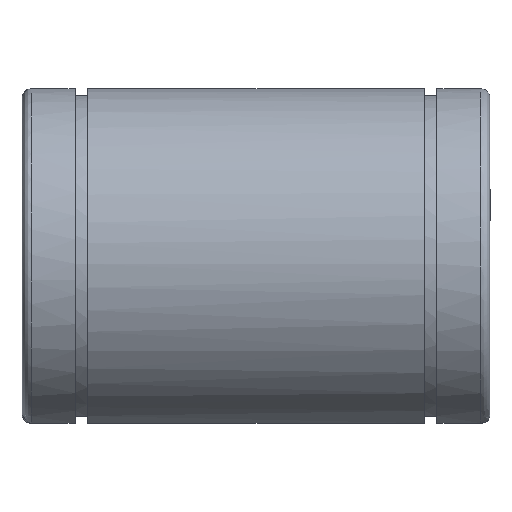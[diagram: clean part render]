
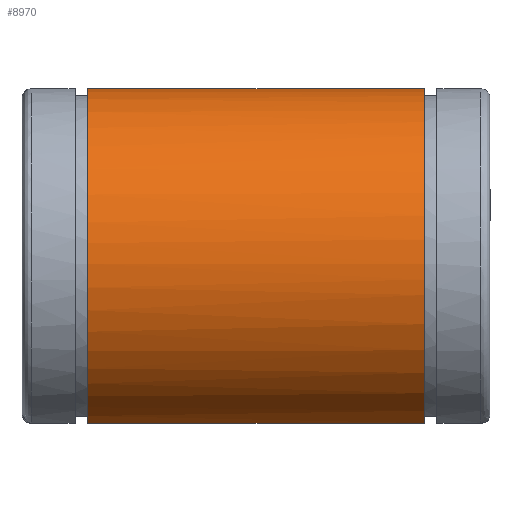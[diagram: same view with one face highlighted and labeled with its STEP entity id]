
A CAD part, top view. The second image highlights one B-rep face of the part: STEP entity #8970.
In plain terms, the highlighted free-form (B-spline) face has degree [3, 1] with [7, 2] control points.
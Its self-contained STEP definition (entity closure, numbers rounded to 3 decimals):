
#2360 = CARTESIAN_POINT ('', (86., -34.017, 15.783));
#2370 = VERTEX_POINT ('', #2360);
#2450 = CARTESIAN_POINT ('', (14., -34.017, 15.783));
#2460 = VERTEX_POINT ('', #2450);
#2470 = CARTESIAN_POINT ('', (86., -34.017, 15.783));
#2480 = CARTESIAN_POINT ('', (14., -34.017, 15.783));
#2490 = B_SPLINE_CURVE_WITH_KNOTS ('', 1, (#2470, #2480), .UNSPECIFIED., .F., .U., (2, 2), (0., 1.), .UNSPECIFIED.);
#2500 = EDGE_CURVE ('', #2370, #2460, #2490, .T.);
#5770 = CARTESIAN_POINT ('', (14., -34.017, -15.783));
#5780 = VERTEX_POINT ('', #5770);
#5840 = CARTESIAN_POINT ('', (86., -34.017, -15.783));
#5850 = VERTEX_POINT ('', #5840);
#5860 = CARTESIAN_POINT ('', (14., -34.017, -15.783));
#5870 = CARTESIAN_POINT ('', (86., -34.017, -15.783));
#5880 = B_SPLINE_CURVE_WITH_KNOTS ('', 1, (#5860, #5870), .UNSPECIFIED., .F., .U., (2, 2), (0., 1.), .UNSPECIFIED.);
#5890 = EDGE_CURVE ('', #5780, #5850, #5880, .T.);
#8090 = CARTESIAN_POINT ('', (14., 0., 37.5));
#8100 = VERTEX_POINT ('', #8090);
#8110 = CARTESIAN_POINT ('', (14., 0., 37.5));
#8120 = CARTESIAN_POINT ('', (14., -16.34, 37.5));
#8130 = CARTESIAN_POINT ('', (14., -28.28, 28.147));
#8140 = CARTESIAN_POINT ('', (14., -34.017, 15.783));
#8150 = (
   BOUNDED_CURVE ()
   B_SPLINE_CURVE (3, (#8110, #8120, #8130, #8140), .UNSPECIFIED., .F., .U.)
   B_SPLINE_CURVE_WITH_KNOTS ((4, 4), (0., 1.), .UNSPECIFIED.)
   CURVE ()
   GEOMETRIC_REPRESENTATION_ITEM ()
   RATIONAL_B_SPLINE_CURVE ((0.615, 0.646, 0.774, 1.))
   REPRESENTATION_ITEM ('')
);
#8160 = EDGE_CURVE ('', #8100, #2460, #8150, .T.);
#8180 = CARTESIAN_POINT ('', (14., 0., -37.5));
#8190 = VERTEX_POINT ('', #8180);
#8200 = CARTESIAN_POINT ('', (14., 0., -37.5));
#8210 = CARTESIAN_POINT ('', (14., 24.123, -37.5));
#8220 = CARTESIAN_POINT ('', (14., 37.5, -19.719));
#8230 = CARTESIAN_POINT ('', (14., 37.5, 0.));
#8240 = CARTESIAN_POINT ('', (14., 37.5, 19.719));
#8250 = CARTESIAN_POINT ('', (14., 24.123, 37.5));
#8260 = CARTESIAN_POINT ('', (14., 0., 37.5));
#8270 = (
   BOUNDED_CURVE ()
   B_SPLINE_CURVE (3, (#8200, #8210, #8220, #8230, #8240, #8250, #8260), .UNSPECIFIED., .F., .U.)
   B_SPLINE_CURVE_WITH_KNOTS ((4, 3, 4), (0., 0.5, 1.), .UNSPECIFIED.)
   CURVE ()
   GEOMETRIC_REPRESENTATION_ITEM ()
   RATIONAL_B_SPLINE_CURVE ((0.615, 0.575, 0.703, 1., 0.703, 0.575, 0.615))
   REPRESENTATION_ITEM ('')
);
#8280 = EDGE_CURVE ('', #8190, #8100, #8270, .T.);
#8300 = CARTESIAN_POINT ('', (14., -34.017, -15.783));
#8310 = CARTESIAN_POINT ('', (14., -28.28, -28.147));
#8320 = CARTESIAN_POINT ('', (14., -16.34, -37.5));
#8330 = CARTESIAN_POINT ('', (14., 0., -37.5));
#8340 = (
   BOUNDED_CURVE ()
   B_SPLINE_CURVE (3, (#8300, #8310, #8320, #8330), .UNSPECIFIED., .F., .U.)
   B_SPLINE_CURVE_WITH_KNOTS ((4, 4), (0., 1.), .UNSPECIFIED.)
   CURVE ()
   GEOMETRIC_REPRESENTATION_ITEM ()
   RATIONAL_B_SPLINE_CURVE ((1., 0.774, 0.646, 0.615))
   REPRESENTATION_ITEM ('')
);
#8350 = EDGE_CURVE ('', #5780, #8190, #8340, .T.);
#8470 = ORIENTED_EDGE ('', *, *, #2500, .F.);
#8480 = CARTESIAN_POINT ('', (86., 0., 37.5));
#8490 = VERTEX_POINT ('', #8480);
#8500 = CARTESIAN_POINT ('', (86., -34.017, 15.783));
#8510 = CARTESIAN_POINT ('', (86., -28.28, 28.147));
#8520 = CARTESIAN_POINT ('', (86., -16.34, 37.5));
#8530 = CARTESIAN_POINT ('', (86., 0., 37.5));
#8540 = (
   BOUNDED_CURVE ()
   B_SPLINE_CURVE (3, (#8500, #8510, #8520, #8530), .UNSPECIFIED., .F., .U.)
   B_SPLINE_CURVE_WITH_KNOTS ((4, 4), (0., 1.), .UNSPECIFIED.)
   CURVE ()
   GEOMETRIC_REPRESENTATION_ITEM ()
   RATIONAL_B_SPLINE_CURVE ((1., 0.774, 0.646, 0.615))
   REPRESENTATION_ITEM ('')
);
#8550 = EDGE_CURVE ('', #2370, #8490, #8540, .T.);
#8560 = ORIENTED_EDGE ('', *, *, #8550, .T.);
#8570 = CARTESIAN_POINT ('', (86., 0., -37.5));
#8580 = VERTEX_POINT ('', #8570);
#8590 = CARTESIAN_POINT ('', (86., 0., 37.5));
#8600 = CARTESIAN_POINT ('', (86., 24.123, 37.5));
#8610 = CARTESIAN_POINT ('', (86., 37.5, 19.719));
#8620 = CARTESIAN_POINT ('', (86., 37.5, 0.));
#8630 = CARTESIAN_POINT ('', (86., 37.5, -19.719));
#8640 = CARTESIAN_POINT ('', (86., 24.123, -37.5));
#8650 = CARTESIAN_POINT ('', (86., 0., -37.5));
#8660 = (
   BOUNDED_CURVE ()
   B_SPLINE_CURVE (3, (#8590, #8600, #8610, #8620, #8630, #8640, #8650), .UNSPECIFIED., .F., .U.)
   B_SPLINE_CURVE_WITH_KNOTS ((4, 3, 4), (0., 0.5, 1.), .UNSPECIFIED.)
   CURVE ()
   GEOMETRIC_REPRESENTATION_ITEM ()
   RATIONAL_B_SPLINE_CURVE ((0.615, 0.575, 0.703, 1., 0.703, 0.575, 0.615))
   REPRESENTATION_ITEM ('')
);
#8670 = EDGE_CURVE ('', #8490, #8580, #8660, .T.);
#8680 = ORIENTED_EDGE ('', *, *, #8670, .T.);
#8690 = CARTESIAN_POINT ('', (86., 0., -37.5));
#8700 = CARTESIAN_POINT ('', (86., -16.34, -37.5));
#8710 = CARTESIAN_POINT ('', (86., -28.28, -28.147));
#8720 = CARTESIAN_POINT ('', (86., -34.017, -15.783));
#8730 = (
   BOUNDED_CURVE ()
   B_SPLINE_CURVE (3, (#8690, #8700, #8710, #8720), .UNSPECIFIED., .F., .U.)
   B_SPLINE_CURVE_WITH_KNOTS ((4, 4), (0., 1.), .UNSPECIFIED.)
   CURVE ()
   GEOMETRIC_REPRESENTATION_ITEM ()
   RATIONAL_B_SPLINE_CURVE ((0.615, 0.646, 0.774, 1.))
   REPRESENTATION_ITEM ('')
);
#8740 = EDGE_CURVE ('', #8580, #5850, #8730, .T.);
#8750 = ORIENTED_EDGE ('', *, *, #8740, .T.);
#8760 = ORIENTED_EDGE ('', *, *, #5890, .F.);
#8770 = ORIENTED_EDGE ('', *, *, #8350, .T.);
#8780 = ORIENTED_EDGE ('', *, *, #8280, .T.);
#8790 = ORIENTED_EDGE ('', *, *, #8160, .T.);
#8800 = EDGE_LOOP ('', (#8470, #8560, #8680, #8750, #8760, #8770, #8780, #8790));
#8810 = FACE_OUTER_BOUND ('', #8800, .T.);
#8820 = CARTESIAN_POINT ('', (6.8, -34.017, -15.783));
#8830 = CARTESIAN_POINT ('', (93.2, -34.017, -15.783));
#8840 = CARTESIAN_POINT ('', (6.8, -12.477, -62.209));
#8850 = CARTESIAN_POINT ('', (93.2, -12.477, -62.209));
#8860 = CARTESIAN_POINT ('', (6.8, 37.5, -51.179));
#8870 = CARTESIAN_POINT ('', (93.2, 37.5, -51.179));
#8880 = CARTESIAN_POINT ('', (6.8, 37.5, 0.));
#8890 = CARTESIAN_POINT ('', (93.2, 37.5, 0.));
#8900 = CARTESIAN_POINT ('', (6.8, 37.5, 51.179));
#8910 = CARTESIAN_POINT ('', (93.2, 37.5, 51.179));
#8920 = CARTESIAN_POINT ('', (6.8, -12.477, 62.209));
#8930 = CARTESIAN_POINT ('', (93.2, -12.477, 62.209));
#8940 = CARTESIAN_POINT ('', (6.8, -34.017, 15.783));
#8950 = CARTESIAN_POINT ('', (93.2, -34.017, 15.783));
#8960 = (
   BOUNDED_SURFACE ()
   B_SPLINE_SURFACE (3, 1, ((#8820, #8830), (#8840, #8850), (#8860, #8870), (#8880, #8890), (#8900, #8910), (#8920, #8930), (#8940, #8950)), .UNSPECIFIED., .F., .F., .U.)
   B_SPLINE_SURFACE_WITH_KNOTS ((4, 3, 4), (2, 2), (0., 0.5, 1.), (0., 1.), .UNSPECIFIED.)
   SURFACE ()
   GEOMETRIC_REPRESENTATION_ITEM ()
   RATIONAL_B_SPLINE_SURFACE (((1., 1.), (0.477, 0.477), (0.477, 0.477), (1., 1.), (0.477, 0.477), (0.477, 0.477), (1., 1.)))
   REPRESENTATION_ITEM ('')
);
#8970 = ADVANCED_FACE ('', (#8810), #8960, .T.);
